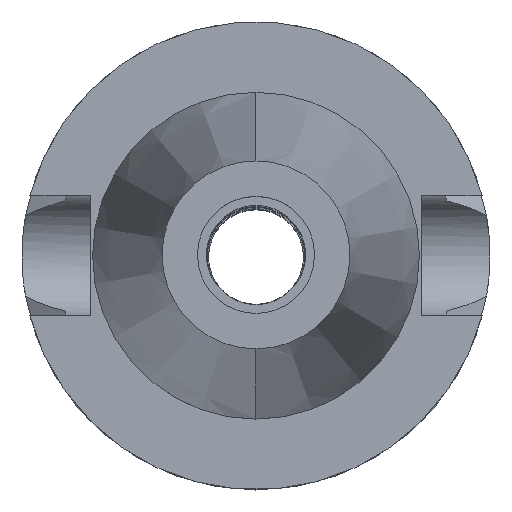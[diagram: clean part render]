
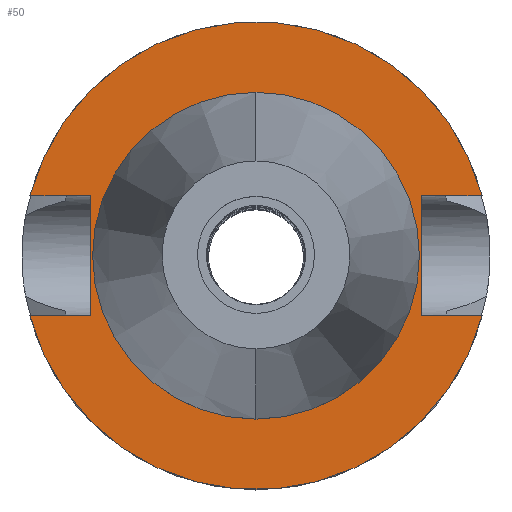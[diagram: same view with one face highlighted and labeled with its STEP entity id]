
A CAD part, top view. The second image highlights one B-rep face of the part: STEP entity #50.
In plain terms, the highlighted planar face has unit normal (0, 0, 1).
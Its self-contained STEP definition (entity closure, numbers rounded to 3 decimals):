
#50 = ADVANCED_FACE ( 'NONE', ( #220, #706 ), #2157, .F. ) ;
#161 = VECTOR ( 'NONE', #2151, 1000. ) ;
#220 = FACE_OUTER_BOUND ( 'NONE', #1109, .T. ) ;
#228 = ORIENTED_EDGE ( 'NONE', *, *, #799, .T. ) ;
#252 = ORIENTED_EDGE ( 'NONE', *, *, #2419, .T. ) ;
#329 = VERTEX_POINT ( 'NONE', #2853 ) ;
#516 = DIRECTION ( 'NONE',  ( -1., 0., 0. ) ) ;
#550 = CIRCLE ( 'NONE', #1070, 34.925 ) ;
#596 = CIRCLE ( 'NONE', #1627, 50. ) ;
#597 = VECTOR ( 'NONE', #840, 1000. ) ;
#605 = CARTESIAN_POINT ( 'NONE',  ( 0., -34.925, -1.5 ) ) ;
#624 = LINE ( 'NONE', #2347, #2723 ) ;
#697 = LINE ( 'NONE', #3101, #161 ) ;
#706 = FACE_BOUND ( 'NONE', #2587, .T. ) ;
#739 = CARTESIAN_POINT ( 'NONE',  ( -48.321, 12.85, -1.5 ) ) ;
#799 = EDGE_CURVE ( 'NONE', #1608, #2444, #3083, .T. ) ;
#840 = DIRECTION ( 'NONE',  ( 0., -1., 0. ) ) ;
#869 = CARTESIAN_POINT ( 'NONE',  ( 35.4, 12.85, -1.5 ) ) ;
#934 = CARTESIAN_POINT ( 'NONE',  ( 0., 0., -1.5 ) ) ;
#944 = CARTESIAN_POINT ( 'NONE',  ( -35.4, 12.85, -1.5 ) ) ;
#1026 = LINE ( 'NONE', #2234, #2773 ) ;
#1051 = ORIENTED_EDGE ( 'NONE', *, *, #1467, .F. ) ;
#1070 = AXIS2_PLACEMENT_3D ( 'NONE', #2744, #2253, #2266 ) ;
#1109 = EDGE_LOOP ( 'NONE', ( #252, #1229, #2443, #1963, #228, #1051, #3146, #2892 ) ) ;
#1125 = CARTESIAN_POINT ( 'NONE',  ( 0., 0., -1.5 ) ) ;
#1229 = ORIENTED_EDGE ( 'NONE', *, *, #2657, .F. ) ;
#1249 = CARTESIAN_POINT ( 'NONE',  ( 35.4, -12.85, -1.5 ) ) ;
#1254 = VERTEX_POINT ( 'NONE', #2952 ) ;
#1356 = EDGE_CURVE ( 'NONE', #329, #3125, #1988, .T. ) ;
#1389 = DIRECTION ( 'NONE',  ( 1., 0., 0. ) ) ;
#1425 = CARTESIAN_POINT ( 'NONE',  ( 35.4, 12.85, -1.5 ) ) ;
#1467 = EDGE_CURVE ( 'NONE', #2691, #2444, #596, .T. ) ;
#1470 = VERTEX_POINT ( 'NONE', #2549 ) ;
#1519 = DIRECTION ( 'NONE',  ( 0., 0., 1. ) ) ;
#1575 = LINE ( 'NONE', #869, #597 ) ;
#1597 = CARTESIAN_POINT ( 'NONE',  ( 35.4, 12.85, -1.5 ) ) ;
#1608 = VERTEX_POINT ( 'NONE', #1425 ) ;
#1627 = AXIS2_PLACEMENT_3D ( 'NONE', #1125, #2032, #2104 ) ;
#1639 = CARTESIAN_POINT ( 'NONE',  ( 0., 0., -1.5 ) ) ;
#1688 = CARTESIAN_POINT ( 'NONE',  ( 48.321, 12.85, -1.5 ) ) ;
#1778 = DIRECTION ( 'NONE',  ( 0., 1., 0. ) ) ;
#1895 = AXIS2_PLACEMENT_3D ( 'NONE', #2632, #1519, #2035 ) ;
#1943 = AXIS2_PLACEMENT_3D ( 'NONE', #1639, #2208, #2188 ) ;
#1963 = ORIENTED_EDGE ( 'NONE', *, *, #2278, .F. ) ;
#1988 = LINE ( 'NONE', #2968, #2459 ) ;
#2032 = DIRECTION ( 'NONE',  ( 0., 0., -1. ) ) ;
#2035 = DIRECTION ( 'NONE',  ( 0., 1., 0. ) ) ;
#2059 = DIRECTION ( 'NONE',  ( -1., 0., 0. ) ) ;
#2104 = DIRECTION ( 'NONE',  ( 0., 1., 0. ) ) ;
#2145 = AXIS2_PLACEMENT_3D ( 'NONE', #934, #2231, #2661 ) ;
#2151 = DIRECTION ( 'NONE',  ( 1., 0., 0. ) ) ;
#2157 = PLANE ( 'NONE',  #2145 ) ;
#2188 = DIRECTION ( 'NONE',  ( 0., -1., 0. ) ) ;
#2208 = DIRECTION ( 'NONE',  ( 0., 0., -1. ) ) ;
#2219 = EDGE_CURVE ( 'NONE', #2946, #1470, #550, .T. ) ;
#2231 = DIRECTION ( 'NONE',  ( 0., 0., -1. ) ) ;
#2234 = CARTESIAN_POINT ( 'NONE',  ( -35.4, 12.85, -1.5 ) ) ;
#2253 = DIRECTION ( 'NONE',  ( 0., 0., 1. ) ) ;
#2266 = DIRECTION ( 'NONE',  ( 0., -1., 0. ) ) ;
#2278 = EDGE_CURVE ( 'NONE', #1608, #2706, #1575, .T. ) ;
#2313 = ORIENTED_EDGE ( 'NONE', *, *, #2676, .F. ) ;
#2347 = CARTESIAN_POINT ( 'NONE',  ( -35.4, -12.85, -1.5 ) ) ;
#2419 = EDGE_CURVE ( 'NONE', #329, #1254, #624, .T. ) ;
#2436 = ORIENTED_EDGE ( 'NONE', *, *, #2219, .F. ) ;
#2443 = ORIENTED_EDGE ( 'NONE', *, *, #3113, .F. ) ;
#2444 = VERTEX_POINT ( 'NONE', #1688 ) ;
#2459 = VECTOR ( 'NONE', #1778, 1000. ) ;
#2549 = CARTESIAN_POINT ( 'NONE',  ( 0., 34.925, -1.5 ) ) ;
#2577 = CIRCLE ( 'NONE', #1895, 34.925 ) ;
#2587 = EDGE_LOOP ( 'NONE', ( #2313, #2436 ) ) ;
#2632 = CARTESIAN_POINT ( 'NONE',  ( 0., 0., -1.5 ) ) ;
#2657 = EDGE_CURVE ( 'NONE', #2907, #1254, #2868, .T. ) ;
#2661 = DIRECTION ( 'NONE',  ( 0., -1., 0. ) ) ;
#2671 = VECTOR ( 'NONE', #1389, 1000. ) ;
#2676 = EDGE_CURVE ( 'NONE', #1470, #2946, #2577, .T. ) ;
#2684 = EDGE_CURVE ( 'NONE', #3125, #2691, #1026, .T. ) ;
#2691 = VERTEX_POINT ( 'NONE', #739 ) ;
#2706 = VERTEX_POINT ( 'NONE', #1249 ) ;
#2723 = VECTOR ( 'NONE', #2059, 1000. ) ;
#2744 = CARTESIAN_POINT ( 'NONE',  ( 0., 0., -1.5 ) ) ;
#2773 = VECTOR ( 'NONE', #516, 1000. ) ;
#2804 = CARTESIAN_POINT ( 'NONE',  ( 48.321, -12.85, -1.5 ) ) ;
#2853 = CARTESIAN_POINT ( 'NONE',  ( -35.4, -12.85, -1.5 ) ) ;
#2868 = CIRCLE ( 'NONE', #1943, 50. ) ;
#2892 = ORIENTED_EDGE ( 'NONE', *, *, #1356, .F. ) ;
#2907 = VERTEX_POINT ( 'NONE', #2804 ) ;
#2946 = VERTEX_POINT ( 'NONE', #605 ) ;
#2952 = CARTESIAN_POINT ( 'NONE',  ( -48.321, -12.85, -1.5 ) ) ;
#2968 = CARTESIAN_POINT ( 'NONE',  ( -35.4, -12.85, -1.5 ) ) ;
#3083 = LINE ( 'NONE', #1597, #2671 ) ;
#3101 = CARTESIAN_POINT ( 'NONE',  ( 35.4, -12.85, -1.5 ) ) ;
#3113 = EDGE_CURVE ( 'NONE', #2706, #2907, #697, .T. ) ;
#3125 = VERTEX_POINT ( 'NONE', #944 ) ;
#3146 = ORIENTED_EDGE ( 'NONE', *, *, #2684, .F. ) ;
